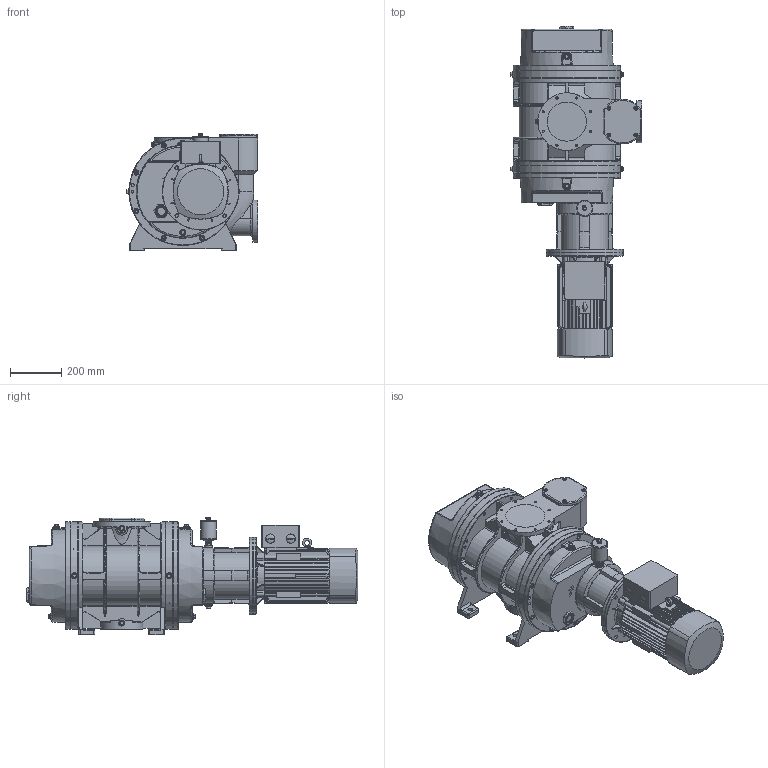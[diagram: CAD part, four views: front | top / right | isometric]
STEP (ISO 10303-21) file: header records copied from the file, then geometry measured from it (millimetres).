
FILE_DESCRIPTION((''),'2;1');
FILE_NAME('','',(''),(''),'Autodesk Inventor 2009','Autodesk Inventor 2009','');
FILE_SCHEMA(('AUTOMOTIVE_DESIGN { 1 0 10303 214 1 1 1 1 }'));
Length unit declared in the file: millimetre
Products named in the file (1): PP920557_SW
Bounding box: 511.8 x 1297 x 457.7 mm (x, y, z)
Volume: 103077242.6 mm3; surface area: 2635893.6 mm2
Topology: 1 solids, 38 shells, 2000 faces, 4977 edges, 3164 vertices
Faces by surface type: plane 907, cylinder 421, bspline 331, cone 227, torus 100, sphere 14
Full cylindrical faces by diameter (mm): 1.35 x1, 1.4 x2, 6.647 x8, 8 x4, 11.6 x1, 12 x16, 12.8 x2, 13 x4, 14.7 x1, 16.662 x8, 17 x11, 18 x20, 19.9 x1, 20 x1, 22 x12, 23 x6, 32 x2, 33 x2, 36 x2, 38.6 x2, 40.9 x2, 47 x2, 60 x1, 63 x2, 102 x2, 153 x1, 165 x2, 220 x1, 300 x2, 420 x6
Entity records: 77794 total; most frequent: CARTESIAN_POINT 34006, ORIENTED_EDGE 8600, DIRECTION 8399, EDGE_CURVE 4300, AXIS2_PLACEMENT_3D 3321, VERTEX_POINT 2953, EDGE_LOOP 2669, FACE_OUTER_BOUND 2000
